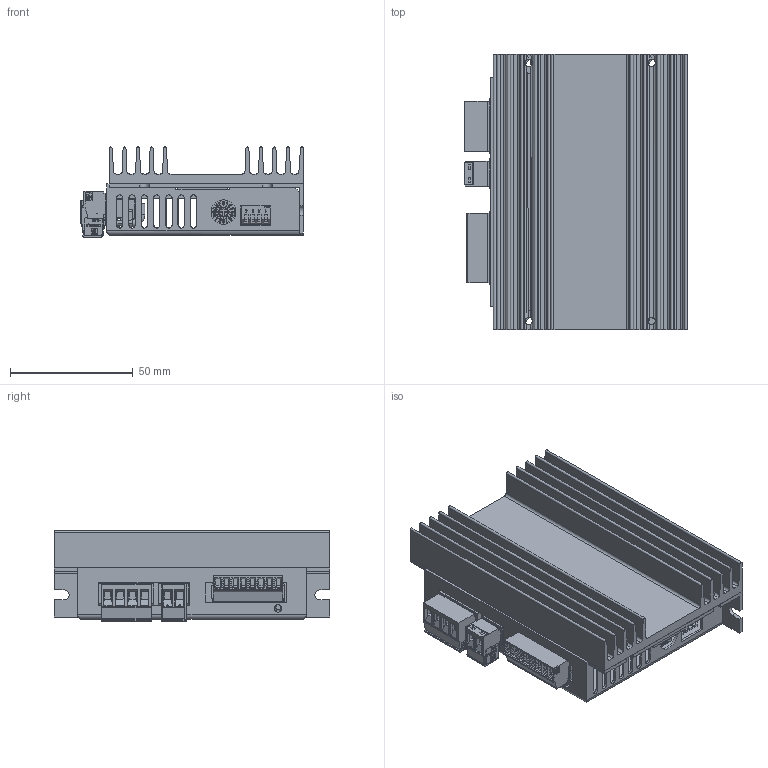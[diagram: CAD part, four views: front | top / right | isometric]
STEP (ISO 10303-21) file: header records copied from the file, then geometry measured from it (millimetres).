
FILE_DESCRIPTION(('FreeCAD Model'),'2;1');
FILE_NAME('Open CASCADE Shape Model','2021-09-02T15:19:15',('Author'),( ''),'Open CASCADE STEP processor 7.5','FreeCAD','Unknown');
FILE_SCHEMA(('AUTOMOTIVE_DESIGN { 1 0 10303 214 1 1 1 1 }'));
Products named in the file (1): ECMD288_100
Bounding box: 90.6 x 112 x 36.64 mm (x, y, z)
Volume: 48882.5 mm3; surface area: 111679.6 mm2
Topology: 1 solids, 30 shells, 4032 faces, 11018 edges, 7124 vertices
Faces by surface type: plane 2850, cylinder 941, torus 82, cone 68, bspline 65, sphere 26
Full cylindrical faces by diameter (mm): 3 x4
Entity records: 296665 total; most frequent: CARTESIAN_POINT 77956, DIRECTION 40548, LINE 27391, VECTOR 27391, ORIENTED_EDGE 21988, PCURVE 21988, DEFINITIONAL_REPRESENTATION 21988, EDGE_CURVE 10994
